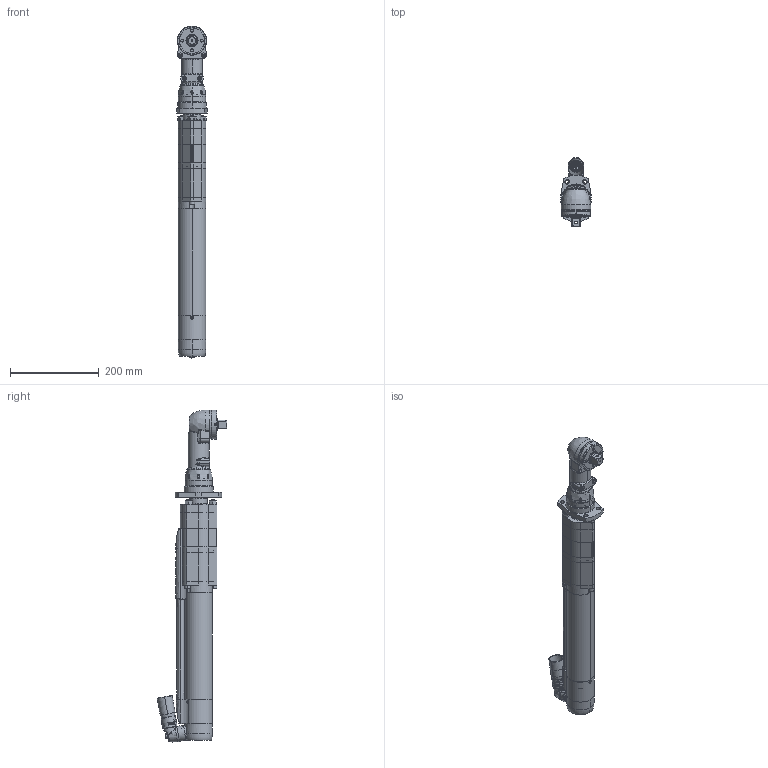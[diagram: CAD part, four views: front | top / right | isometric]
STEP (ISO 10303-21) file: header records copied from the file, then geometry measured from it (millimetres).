
FILE_DESCRIPTION((''),'2;1');
FILE_NAME('9831407973_ASM','2013-09-17T',('TOOextho'),(''),'PRO/ENGINEER BY PARAMETRIC TECHNOLOGY CORPORATION, 2012420','PRO/ENGINEER BY PARAMETRIC TECHNOLOGY CORPORATION, 2012420','');
FILE_SCHEMA(('CONFIG_CONTROL_DESIGN','GEOMETRIC_VALIDATION_PROPERTIES_MIM'));
Products named in the file (45): 4230260301; 4230260311_ASM; 4230265400; 0219110017; 4230265500; 4230262380_ASM; 4230263000; 4230263200; 4230263300; 4230263280_ASM; 4230263700; 4230263400; 4230262700; 4230263500_AF0; 0215000398; 4230264080_ASM; 4230261900_AF3; 4230300280_ASM; 4230301380_ASM; 4230220200; 4230217200; 0211133600; 4230217282_ASM; 4230160000; 4230167470_AF8; 4230167470_AF9; 4230265780_ASM; 4230297480_ASM; 4230296480_ASM; 4230264710; 0211196527; 4230289880_ASM; 4230234800; 0261109112; 0246195687; 4230234780_ASM; 4220110238; 4220179665_ASM; 4220350804; 0516400015 ...
Assembly tree (51 placements, depth 6):
  9831407973_ASM
    4230289880_ASM
      4230301380_ASM
        4230260311_ASM
          4230260301
        4230262380_ASM
          4230265400
          0219110017
          4230265500
        4230264080_ASM
          4230263000
          4230263280_ASM
            4230263200
            4230263300
          4230263700
          4230263400
          4230262700
          4230263500_AF0
          0215000398
        4230300280_ASM
          4230261900_AF3
      4230217282_ASM
        4230220200
        4230217200
        0211133600  x3
      4230296480_ASM
        4230297480_ASM
          4230160000
          4230265780_ASM
            4230167470_AF8
            4230167470_AF9
      4230264710
      0211196527  x2
    4230234780_ASM
      4230234800
      0261109112  x3
      0246195687  x3
    4224251307_ASM
      4220179665_ASM
        4220110238
      4220350804
      0516400015
      4210443904
      4220342702
    4220344800
Bounding box: 69.88 x 156.9 x 749.53 mm (x, y, z)
Volume: 1441713.3 mm3; surface area: 528773.2 mm2
Topology: 37 solids, 53 shells, 5027 faces, 13209 edges, 8428 vertices
Faces by surface type: plane 2065, cylinder 1613, cone 463, bspline 459, torus 318, sphere 90, extrusion 13, revolution 6
Entity records: 202673 total; most frequent: CARTESIAN_POINT 55119, ORIENTED_EDGE 25482, DIRECTION 23755, EDGE_CURVE 12769, AXIS2_PLACEMENT_3D 8899, PRESENTATION_STYLE_ASSIGNMENT 8763, STYLED_ITEM 8674, CURVE_STYLE 8552
